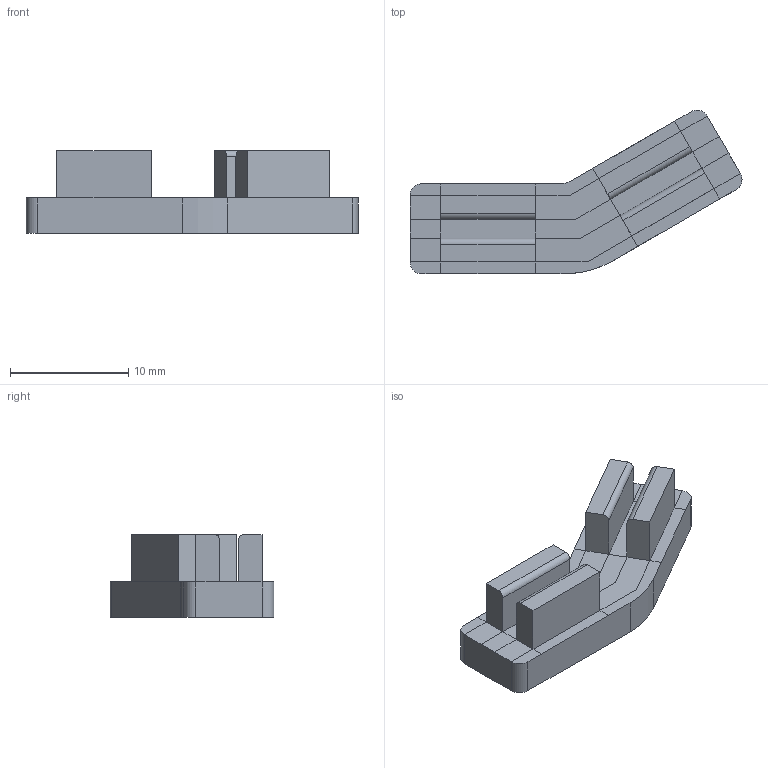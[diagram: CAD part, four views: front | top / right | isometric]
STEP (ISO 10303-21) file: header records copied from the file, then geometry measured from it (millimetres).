
FILE_DESCRIPTION(('FreeCAD Model'),'2;1');
FILE_NAME('Open CASCADE Shape Model','2022-09-18T23:20:10',('Author'),( ''),'Open CASCADE STEP processor 7.5','FreeCAD','Unknown');
FILE_SCHEMA(('AUTOMOTIVE_DESIGN { 1 0 10303 214 1 1 1 1 }'));
Length unit declared in the file: millimetre
Products named in the file (1): Body066
Bounding box: 28.06 x 13.83 x 7 mm (x, y, z)
Volume: 898.9 mm3; surface area: 953.1 mm2
Topology: 1 solids, 1 shells, 58 faces, 136 edges, 80 vertices
Faces by surface type: plane 48, cylinder 10
Entity records: 1626 total; most frequent: CARTESIAN_POINT 275, DIRECTION 274, ORIENTED_EDGE 272, EDGE_CURVE 136, LINE 116, VECTOR 116, VERTEX_POINT 80, AXIS2_PLACEMENT_3D 79
